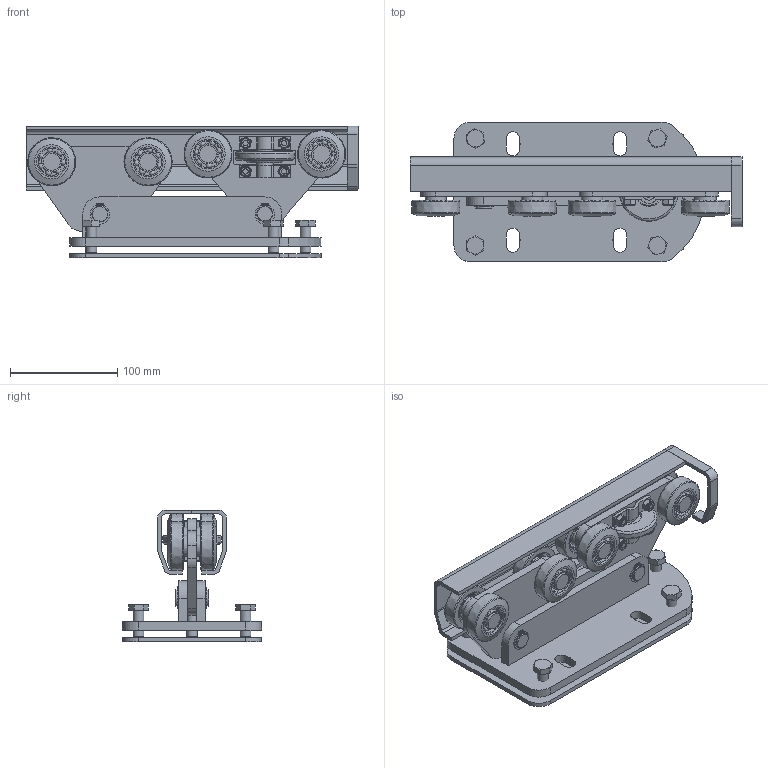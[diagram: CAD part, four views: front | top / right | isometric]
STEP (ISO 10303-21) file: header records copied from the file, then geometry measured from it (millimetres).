
FILE_DESCRIPTION(/* description */ (''),/* implementation_level */ '2;1');
FILE_NAME(/* name */ '9958PAF.stp',/* time_stamp */ '2019-08-05T15:21:33+02:00',/* author */ ('DIDIERR'),/* organization */ (''),/* preprocessor_version */ 'ST-DEVELOPER v17.2',/* originating_system */ 'Autodesk Inventor 2019',/* authorisation */ '');
FILE_SCHEMA (('AUTOMOTIVE_DESIGN { 1 0 10303 214 3 1 1 }'));
Length unit declared in the file: millimetre
Products named in the file (24): 9958PAF; 20632; 20633; 20631; 20629; 20630; 16668; 20625; 20624; 20622; GALB45S; 20621; 09180; 09065; 20623; 20634; 04621; 14988; 20628; 09006; 06021; 04510; 9050-10; 9050-portion 300mm
Assembly tree (58 placements, depth 3):
  9958PAF
    20632
    20633
    20631
      20629
      20630  x2
    04621  x5
    16668
    14988  x4
    20625
    20624
    20634  x2
    20622  x8
    GALB45S  x8
      20621
      09180
      09065
    20623  x4
    20628
    09006  x4
    06021  x4
    04510  x4
    9050-10
    9050-portion 300mm
Bounding box: 310 x 130 x 123.1 mm (x, y, z)
Volume: 872727.4 mm3; surface area: 397413.3 mm2
Topology: 135 solids, 135 shells, 1203 faces, 3157 edges, 2173 vertices
Faces by surface type: plane 460, cylinder 415, torus 193, cone 70, sphere 56, bspline 9
Full cylindrical faces by diameter (mm): 1.7 x8, 2.5 x16, 4.917 x4, 6 x4, 6.2 x8, 6.3 x4, 8 x4, 8.376 x5, 9 x4, 9.182 x4, 9.9 x1, 10 x5, 10.1 x1, 11.9 x5, 12 x10, 12.2 x9, 14 x4, 14.63 x5, 15 x6, 15.2 x1, 15.5 x2, 16 x4, 18.52 x16, 20 x8, 25 x2, 25.48 x16, 27 x2, 28 x8, 32 x24, 33.7 x8
Entity records: 15523 total; most frequent: CARTESIAN_POINT 2861, DIRECTION 2660, ORIENTED_EDGE 2270, EDGE_CURVE 1135, AXIS2_PLACEMENT_3D 1054, VERTEX_POINT 804, CIRCLE 552, LINE 552
